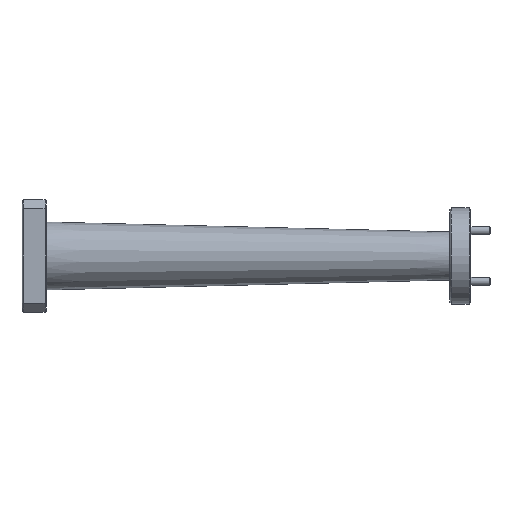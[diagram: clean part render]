
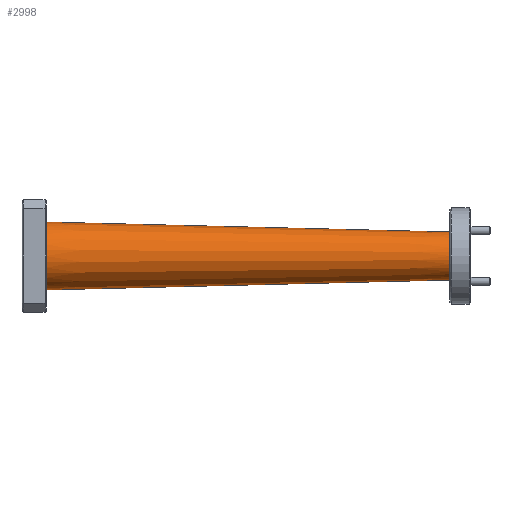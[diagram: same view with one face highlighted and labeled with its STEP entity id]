
A CAD part, front view. The second image highlights one B-rep face of the part: STEP entity #2998.
In plain terms, the highlighted conical face has half-angle 1.409 degrees and reference radius 4.763 mm.
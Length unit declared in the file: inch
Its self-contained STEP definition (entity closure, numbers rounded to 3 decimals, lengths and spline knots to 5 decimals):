
#4 = CARTESIAN_POINT ( 'NONE',  ( 3.34, 0., -0.1875 ) ) ;
#45 = ORIENTED_EDGE ( 'NONE', *, *, #1117, .T. ) ;
#94 = VERTEX_POINT ( 'NONE', #2901 ) ;
#114 = EDGE_CURVE ( 'NONE', #506, #873, #2391, .T. ) ;
#134 = LINE ( 'NONE', #163, #1300 ) ;
#163 = CARTESIAN_POINT ( 'NONE',  ( 3.34, 0., 0.1875 ) ) ;
#215 = AXIS2_PLACEMENT_3D ( 'NONE', #784, #1849, #1588 ) ;
#408 = EDGE_CURVE ( 'NONE', #94, #506, #1727, .T. ) ;
#418 = AXIS2_PLACEMENT_3D ( 'NONE', #437, #2308, #1516 ) ;
#437 = CARTESIAN_POINT ( 'NONE',  ( 3.34, 0., 0. ) ) ;
#454 = CARTESIAN_POINT ( 'NONE',  ( 0.19, 0., 0.265 ) ) ;
#472 = FACE_OUTER_BOUND ( 'NONE', #2975, .T. ) ;
#481 = EDGE_CURVE ( 'NONE', #3013, #873, #2846, .T. ) ;
#506 = VERTEX_POINT ( 'NONE', #3389 ) ;
#520 = CARTESIAN_POINT ( 'NONE',  ( 0.19, 0., -0.265 ) ) ;
#784 = CARTESIAN_POINT ( 'NONE',  ( 3.34, 0., 0. ) ) ;
#873 = VERTEX_POINT ( 'NONE', #520 ) ;
#972 = DIRECTION ( 'NONE',  ( -1., 0., 0.025 ) ) ;
#976 = ORIENTED_EDGE ( 'NONE', *, *, #408, .F. ) ;
#1117 = EDGE_CURVE ( 'NONE', #94, #3013, #134, .T. ) ;
#1300 = VECTOR ( 'NONE', #972, 39.37008 ) ;
#1516 = DIRECTION ( 'NONE',  ( 0., 0., 1. ) ) ;
#1576 = DIRECTION ( 'NONE',  ( 1., 0., 0. ) ) ;
#1588 = DIRECTION ( 'NONE',  ( 0., 0., -1. ) ) ;
#1727 = CIRCLE ( 'NONE', #215, 0.1875 ) ;
#1849 = DIRECTION ( 'NONE',  ( 1., 0., 0. ) ) ;
#1886 = AXIS2_PLACEMENT_3D ( 'NONE', #3100, #1576, #2356 ) ;
#1930 = ORIENTED_EDGE ( 'NONE', *, *, #481, .T. ) ;
#2065 = ORIENTED_EDGE ( 'NONE', *, *, #114, .F. ) ;
#2134 = DIRECTION ( 'NONE',  ( -1., 0., -0.025 ) ) ;
#2308 = DIRECTION ( 'NONE',  ( -1., 0., 0. ) ) ;
#2356 = DIRECTION ( 'NONE',  ( 0., 0., -1. ) ) ;
#2391 = LINE ( 'NONE', #4, #2650 ) ;
#2650 = VECTOR ( 'NONE', #2134, 39.37008 ) ;
#2846 = CIRCLE ( 'NONE', #1886, 0.265 ) ;
#2901 = CARTESIAN_POINT ( 'NONE',  ( 3.34, 0., 0.1875 ) ) ;
#2975 = EDGE_LOOP ( 'NONE', ( #2065, #976, #45, #1930 ) ) ;
#2998 = ADVANCED_FACE ( 'NONE', ( #472 ), #3232, .T. ) ;
#3013 = VERTEX_POINT ( 'NONE', #454 ) ;
#3100 = CARTESIAN_POINT ( 'NONE',  ( 0.19, 0., 0. ) ) ;
#3232 = CONICAL_SURFACE ( 'NONE', #418, 0.1875, 0.025 ) ;
#3389 = CARTESIAN_POINT ( 'NONE',  ( 3.34, 0., -0.1875 ) ) ;
